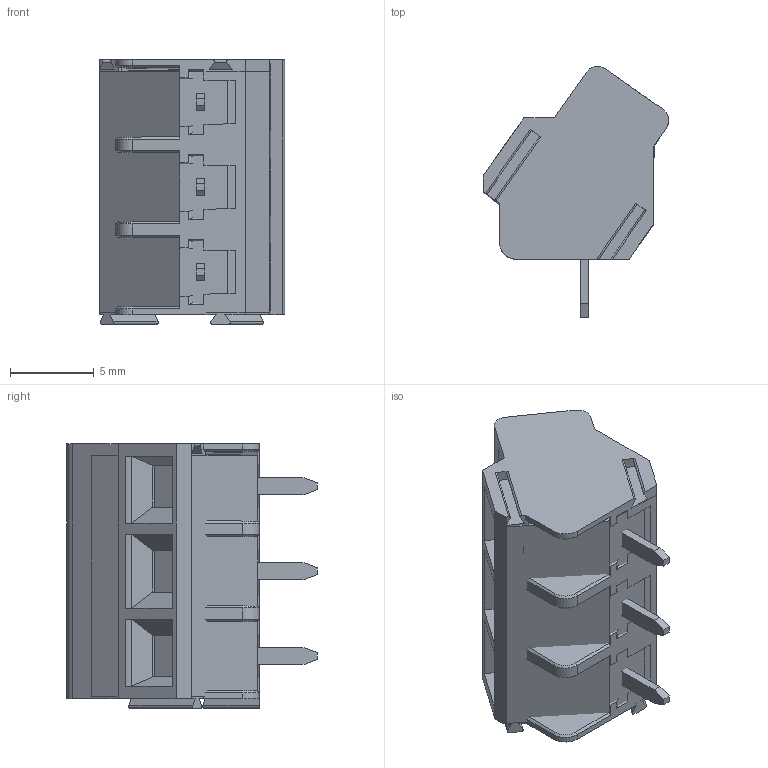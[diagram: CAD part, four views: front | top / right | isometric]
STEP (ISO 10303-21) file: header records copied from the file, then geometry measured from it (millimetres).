
FILE_DESCRIPTION( ('This file contains a STEP AP42 implementation' ,'as created by ZW3D STEP Interface translator.') ,'2;1' );
FILE_NAME( 'WJ127L-5.08-03P-00A.stp' ,'24 123.1329 4', (''), ('ZWCAD Software Co.'), 'Version 1.0', 'ZW3D to STEP translator', '' );
FILE_SCHEMA(('AUTOMOTIVE_DESIGN { 1 0 10303 214 1 1 1 1 }'));
Length unit declared in the file: millimetre
Products named in the file (2): 0; wj127l_asm
Bounding box: 11.1 x 15 x 15.82 mm (x, y, z)
Volume: 1785 mm3; surface area: 2846.7 mm2
Topology: 11 solids, 11 shells, 487 faces, 1289 edges, 824 vertices
Faces by surface type: plane 345, cylinder 88, cone 30, torus 24
Entity records: 15787 total; most frequent: CARTESIAN_POINT 3085, ORIENTED_EDGE 2578, DIRECTION 2448, EDGE_CURVE 1289, VECTOR 1002, LINE 1002, VERTEX_POINT 824, AXIS2_PLACEMENT_3D 723
